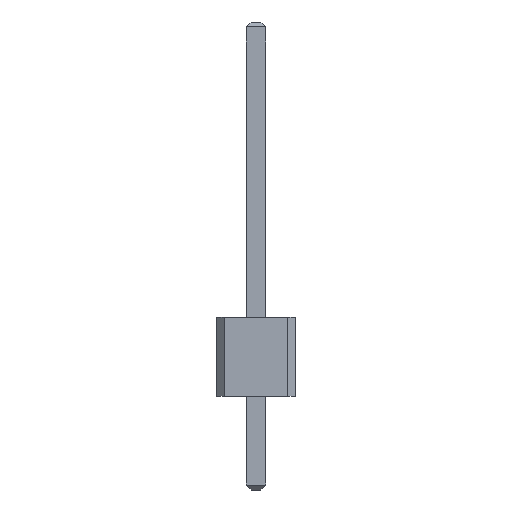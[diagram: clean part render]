
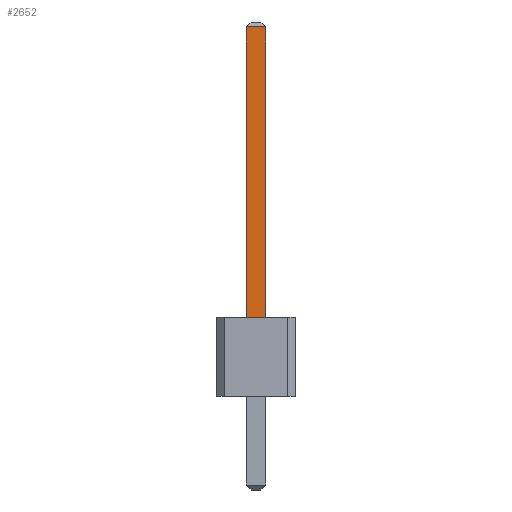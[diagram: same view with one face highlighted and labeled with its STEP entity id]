
A CAD part, front view. The second image highlights one B-rep face of the part: STEP entity #2652.
In plain terms, the highlighted planar face has unit normal (0, -1, 0).
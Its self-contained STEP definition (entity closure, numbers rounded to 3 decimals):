
#165=FACE_OUTER_BOUND('',#325,.T.);
#325=EDGE_LOOP('',(#2288,#2289,#2290,#2291));
#380=LINE('',#3571,#734);
#672=LINE('',#4167,#1026);
#673=LINE('',#4169,#1027);
#674=LINE('',#4170,#1028);
#734=VECTOR('',#2875,1.);
#1026=VECTOR('',#3443,1.);
#1027=VECTOR('',#3444,1.);
#1028=VECTOR('',#3445,10.);
#1087=VERTEX_POINT('',#3568);
#1088=VERTEX_POINT('',#3570);
#1254=VERTEX_POINT('',#4166);
#1255=VERTEX_POINT('',#4168);
#1308=EDGE_CURVE('',#1087,#1088,#380,.T.);
#1600=EDGE_CURVE('',#1087,#1254,#672,.T.);
#1601=EDGE_CURVE('',#1255,#1254,#673,.T.);
#1602=EDGE_CURVE('',#1255,#1088,#674,.T.);
#2288=ORIENTED_EDGE('',*,*,#1600,.T.);
#2289=ORIENTED_EDGE('',*,*,#1601,.F.);
#2290=ORIENTED_EDGE('',*,*,#1602,.T.);
#2291=ORIENTED_EDGE('',*,*,#1308,.F.);
#2463=PLANE('',#2814);
#2652=ADVANCED_FACE('',(#165),#2463,.F.);
#2814=AXIS2_PLACEMENT_3D('',#4165,#3441,#3442);
#2875=DIRECTION('',(-1.,0.,0.));
#3441=DIRECTION('center_axis',(0.,1.,0.));
#3442=DIRECTION('ref_axis',(0.,0.,1.));
#3443=DIRECTION('',(0.,0.,1.));
#3444=DIRECTION('',(1.,0.,0.));
#3445=DIRECTION('',(0.,0.,-1.));
#3568=CARTESIAN_POINT('',(0.32,-38.42,2.54));
#3570=CARTESIAN_POINT('',(-0.32,-38.42,2.54));
#3571=CARTESIAN_POINT('',(-0.16,-38.42,2.54));
#4165=CARTESIAN_POINT('Origin',(-0.32,-38.42,0.46));
#4166=CARTESIAN_POINT('',(0.32,-38.42,11.84));
#4167=CARTESIAN_POINT('',(0.32,-38.42,0.46));
#4168=CARTESIAN_POINT('',(-0.32,-38.42,11.84));
#4169=CARTESIAN_POINT('',(-0.32,-38.42,11.84));
#4170=CARTESIAN_POINT('',(-0.32,-38.42,6.));
